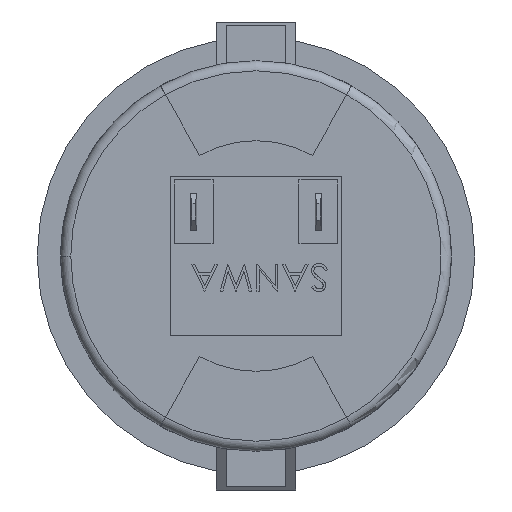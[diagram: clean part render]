
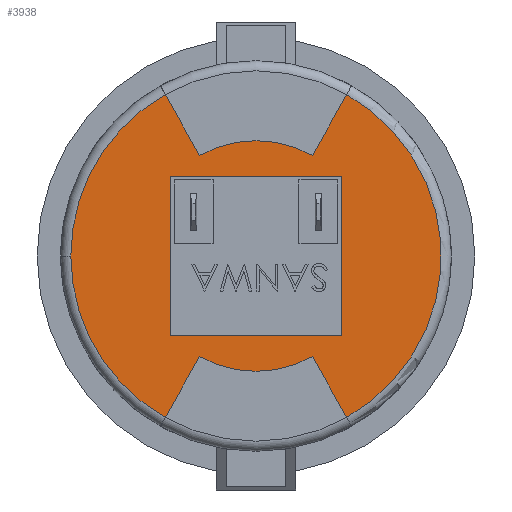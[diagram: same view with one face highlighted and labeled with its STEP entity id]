
A CAD part, front view. The second image highlights one B-rep face of the part: STEP entity #3938.
In plain terms, the highlighted planar face has unit normal (0, -1, 0).
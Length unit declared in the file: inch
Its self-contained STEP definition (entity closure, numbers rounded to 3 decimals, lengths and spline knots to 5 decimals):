
#1645 = EDGE_CURVE ( 'NONE', #1646, #1647, #7224, .T. ) ;
#1646 = VERTEX_POINT ( 'NONE', #7214 ) ;
#1647 = VERTEX_POINT ( 'NONE', #7213 ) ;
#3596 = VERTEX_POINT ( 'NONE', #8219 ) ;
#3718 = VERTEX_POINT ( 'NONE', #8288 ) ;
#3720 = EDGE_CURVE ( 'NONE', #3718, #3721, #8352, .T. ) ;
#3721 = VERTEX_POINT ( 'NONE', #8348 ) ;
#3743 = VERTEX_POINT ( 'NONE', #8328 ) ;
#3745 = EDGE_CURVE ( 'NONE', #3743, #3596, #8327, .T. ) ;
#3752 = VERTEX_POINT ( 'NONE', #8383 ) ;
#3757 = EDGE_CURVE ( 'NONE', #3752, #3758, #8381, .T. ) ;
#3758 = VERTEX_POINT ( 'NONE', #8376 ) ;
#3780 = EDGE_CURVE ( 'NONE', #3596, #3718, #8354, .T. ) ;
#3793 = EDGE_CURVE ( 'NONE', #3721, #3743, #8402, .T. ) ;
#3893 = EDGE_CURVE ( 'NONE', #3758, #4038, #8496, .T. ) ;
#3895 = ORIENTED_EDGE ( 'NONE', *, *, #3757, .F. ) ;
#3900 = ORIENTED_EDGE ( 'NONE', *, *, #3745, .F. ) ;
#3902 = ORIENTED_EDGE ( 'NONE', *, *, #3793, .F. ) ;
#3904 = ORIENTED_EDGE ( 'NONE', *, *, #3720, .F. ) ;
#3907 = EDGE_LOOP ( 'NONE', ( #3908, #3914, #3916, #3918, #4024, #4029, #4036, #4040, #3895 ) ) ;
#3908 = ORIENTED_EDGE ( 'NONE', *, *, #3911, .F. ) ;
#3911 = EDGE_CURVE ( 'NONE', #3913, #3752, #8486, .T. ) ;
#3913 = VERTEX_POINT ( 'NONE', #8482 ) ;
#3914 = ORIENTED_EDGE ( 'NONE', *, *, #3915, .T. ) ;
#3915 = EDGE_CURVE ( 'NONE', #3913, #1646, #8480, .T. ) ;
#3916 = ORIENTED_EDGE ( 'NONE', *, *, #1645, .T. ) ;
#3918 = ORIENTED_EDGE ( 'NONE', *, *, #3920, .T. ) ;
#3920 = EDGE_CURVE ( 'NONE', #1647, #4023, #8481, .T. ) ;
#3938 = ADVANCED_FACE ( 'NONE', ( #8521, #8520 ), #8519, .F. ) ;
#3940 = EDGE_LOOP ( 'NONE', ( #3941, #3900, #3902, #3904 ) ) ;
#3941 = ORIENTED_EDGE ( 'NONE', *, *, #3780, .F. ) ;
#4023 = VERTEX_POINT ( 'NONE', #8622 ) ;
#4024 = ORIENTED_EDGE ( 'NONE', *, *, #4025, .F. ) ;
#4025 = EDGE_CURVE ( 'NONE', #4027, #4023, #8621, .T. ) ;
#4027 = VERTEX_POINT ( 'NONE', #8616 ) ;
#4029 = ORIENTED_EDGE ( 'NONE', *, *, #4031, .T. ) ;
#4031 = EDGE_CURVE ( 'NONE', #4027, #4034, #8615, .T. ) ;
#4034 = VERTEX_POINT ( 'NONE', #8611 ) ;
#4036 = ORIENTED_EDGE ( 'NONE', *, *, #4037, .T. ) ;
#4037 = EDGE_CURVE ( 'NONE', #4034, #4038, #8610, .T. ) ;
#4038 = VERTEX_POINT ( 'NONE', #8605 ) ;
#4040 = ORIENTED_EDGE ( 'NONE', *, *, #3893, .F. ) ;
#7213 = CARTESIAN_POINT ( 'NONE',  ( -0.26931, -0.57189, -0.47955 ) ) ;
#7214 = CARTESIAN_POINT ( 'NONE',  ( -0.55, -0.57189, 0. ) ) ;
#7215 = DIRECTION ( 'NONE',  ( -1., 0., 0. ) ) ;
#7216 = DIRECTION ( 'NONE',  ( 0., -1., 0. ) ) ;
#7217 = CARTESIAN_POINT ( 'NONE',  ( 0., -0.57189, 0. ) ) ;
#7218 = AXIS2_PLACEMENT_3D ( 'NONE', #7217, #7216, #7215 ) ;
#7224 = CIRCLE ( 'NONE', #7218, 0.55 ) ;
#8219 = CARTESIAN_POINT ( 'NONE',  ( 0.255, -0.57189, 0.2375 ) ) ;
#8288 = CARTESIAN_POINT ( 'NONE',  ( -0.255, -0.57189, 0.2375 ) ) ;
#8324 = DIRECTION ( 'NONE',  ( 0., 0., 1. ) ) ;
#8325 = VECTOR ( 'NONE', #8324, 39.37008 ) ;
#8326 = CARTESIAN_POINT ( 'NONE',  ( 0.255, -0.57189, 0.2375 ) ) ;
#8327 = LINE ( 'NONE', #8326, #8325 ) ;
#8328 = CARTESIAN_POINT ( 'NONE',  ( 0.255, -0.57189, -0.2375 ) ) ;
#8348 = CARTESIAN_POINT ( 'NONE',  ( -0.255, -0.57189, -0.2375 ) ) ;
#8349 = DIRECTION ( 'NONE',  ( 0., 0., -1. ) ) ;
#8350 = VECTOR ( 'NONE', #8349, 39.37008 ) ;
#8351 = CARTESIAN_POINT ( 'NONE',  ( -0.255, -0.57189, 0.2375 ) ) ;
#8352 = LINE ( 'NONE', #8351, #8350 ) ;
#8353 = CARTESIAN_POINT ( 'NONE',  ( 0.255, -0.57189, 0.2375 ) ) ;
#8354 = LINE ( 'NONE', #8353, #8413 ) ;
#8376 = CARTESIAN_POINT ( 'NONE',  ( 0.16771, -0.57189, 0.29863 ) ) ;
#8377 = DIRECTION ( 'NONE',  ( -1., 0., 0. ) ) ;
#8378 = DIRECTION ( 'NONE',  ( 0., 1., 0. ) ) ;
#8379 = CARTESIAN_POINT ( 'NONE',  ( 0., -0.57189, 0. ) ) ;
#8380 = AXIS2_PLACEMENT_3D ( 'NONE', #8379, #8378, #8377 ) ;
#8381 = CIRCLE ( 'NONE', #8380, 0.3425 ) ;
#8383 = CARTESIAN_POINT ( 'NONE',  ( -0.16771, -0.57189, 0.29863 ) ) ;
#8399 = DIRECTION ( 'NONE',  ( 1., 0., 0. ) ) ;
#8400 = VECTOR ( 'NONE', #8399, 39.37008 ) ;
#8401 = CARTESIAN_POINT ( 'NONE',  ( 0.255, -0.57189, -0.2375 ) ) ;
#8402 = LINE ( 'NONE', #8401, #8400 ) ;
#8412 = DIRECTION ( 'NONE',  ( -1., 0., 0. ) ) ;
#8413 = VECTOR ( 'NONE', #8412, 39.37008 ) ;
#8477 = DIRECTION ( 'NONE',  ( 0., -1., 0. ) ) ;
#8478 = CARTESIAN_POINT ( 'NONE',  ( 0., -0.57189, 0. ) ) ;
#8479 = AXIS2_PLACEMENT_3D ( 'NONE', #8478, #8477, #8538 ) ;
#8480 = CIRCLE ( 'NONE', #8479, 0.55 ) ;
#8481 = LINE ( 'NONE', #8537, #8536 ) ;
#8482 = CARTESIAN_POINT ( 'NONE',  ( -0.26931, -0.57189, 0.47955 ) ) ;
#8483 = DIRECTION ( 'NONE',  ( 0.49, 0., -0.872 ) ) ;
#8484 = VECTOR ( 'NONE', #8483, 39.37008 ) ;
#8485 = CARTESIAN_POINT ( 'NONE',  ( 0.54715, -0.57189, -0.9743 ) ) ;
#8486 = LINE ( 'NONE', #8485, #8484 ) ;
#8493 = DIRECTION ( 'NONE',  ( 0.49, 0., 0.872 ) ) ;
#8494 = VECTOR ( 'NONE', #8493, 39.37008 ) ;
#8495 = CARTESIAN_POINT ( 'NONE',  ( -0.54715, -0.57189, -0.9743 ) ) ;
#8496 = LINE ( 'NONE', #8495, #8494 ) ;
#8515 = DIRECTION ( 'NONE',  ( -1., 0., 0. ) ) ;
#8516 = DIRECTION ( 'NONE',  ( 0., 1., 0. ) ) ;
#8517 = CARTESIAN_POINT ( 'NONE',  ( 0.3425, -0.57189, 0. ) ) ;
#8518 = AXIS2_PLACEMENT_3D ( 'NONE', #8517, #8516, #8515 ) ;
#8519 = PLANE ( 'NONE',  #8518 ) ;
#8520 = FACE_OUTER_BOUND ( 'NONE', #3907, .T. ) ;
#8521 = FACE_BOUND ( 'NONE', #3940, .T. ) ;
#8535 = DIRECTION ( 'NONE',  ( 0.49, 0., 0.872 ) ) ;
#8536 = VECTOR ( 'NONE', #8535, 39.37008 ) ;
#8537 = CARTESIAN_POINT ( 'NONE',  ( -0.54715, -0.57189, -0.9743 ) ) ;
#8538 = DIRECTION ( 'NONE',  ( -1., 0., 0. ) ) ;
#8605 = CARTESIAN_POINT ( 'NONE',  ( 0.26931, -0.57189, 0.47955 ) ) ;
#8606 = DIRECTION ( 'NONE',  ( -1., 0., 0. ) ) ;
#8607 = DIRECTION ( 'NONE',  ( 0., -1., 0. ) ) ;
#8608 = CARTESIAN_POINT ( 'NONE',  ( 0., -0.57189, 0. ) ) ;
#8609 = AXIS2_PLACEMENT_3D ( 'NONE', #8608, #8607, #8606 ) ;
#8610 = CIRCLE ( 'NONE', #8609, 0.55 ) ;
#8611 = CARTESIAN_POINT ( 'NONE',  ( 0.26931, -0.57189, -0.47955 ) ) ;
#8612 = DIRECTION ( 'NONE',  ( 0.49, 0., -0.872 ) ) ;
#8613 = VECTOR ( 'NONE', #8612, 39.37008 ) ;
#8614 = CARTESIAN_POINT ( 'NONE',  ( 0.54715, -0.57189, -0.9743 ) ) ;
#8615 = LINE ( 'NONE', #8614, #8613 ) ;
#8616 = CARTESIAN_POINT ( 'NONE',  ( 0.16771, -0.57189, -0.29863 ) ) ;
#8617 = DIRECTION ( 'NONE',  ( -1., 0., 0. ) ) ;
#8618 = DIRECTION ( 'NONE',  ( 0., 1., 0. ) ) ;
#8619 = CARTESIAN_POINT ( 'NONE',  ( 0., -0.57189, 0. ) ) ;
#8620 = AXIS2_PLACEMENT_3D ( 'NONE', #8619, #8618, #8617 ) ;
#8621 = CIRCLE ( 'NONE', #8620, 0.3425 ) ;
#8622 = CARTESIAN_POINT ( 'NONE',  ( -0.16771, -0.57189, -0.29863 ) ) ;
